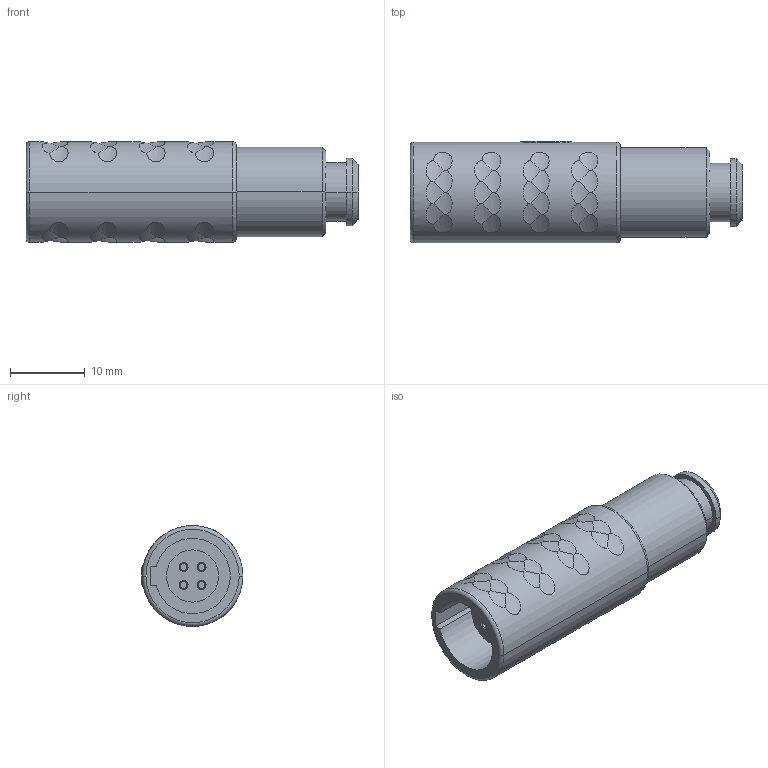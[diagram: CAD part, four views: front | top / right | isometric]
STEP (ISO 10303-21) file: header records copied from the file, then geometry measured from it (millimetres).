
FILE_DESCRIPTION((''),'2;1');
FILE_NAME('K21M0_-P04L','2023-09-11T10:52:21',('RTrager'),(''),'CREO PARAMETRIC BY PTC INC, 2022014','CREO PARAMETRIC BY PTC INC, 2022014','');
FILE_SCHEMA(('AUTOMOTIVE_DESIGN { 1 0 10303 214 1 1 1 1 }'));
Length unit declared in the file: millimetre
Products named in the file (1): K21M0_-P04L
Bounding box: 44.5 x 13.65 x 13.5 mm (x, y, z)
Volume: 3812.3 mm3; surface area: 3458.8 mm2
Topology: 1 solids, 1 shells, 189 faces, 470 edges, 303 vertices
Faces by surface type: cylinder 107, plane 56, cone 12, torus 8, bspline 6
Entity records: 10387 total; most frequent: CARTESIAN_POINT 2570, ORIENTED_EDGE 940, DIRECTION 838, EDGE_CURVE 470, PROPERTY_DEFINITION 409, REPRESENTATION 408, PROPERTY_DEFINITION_REPRESENTATION 408, AXIS2_PLACEMENT_3D 337
